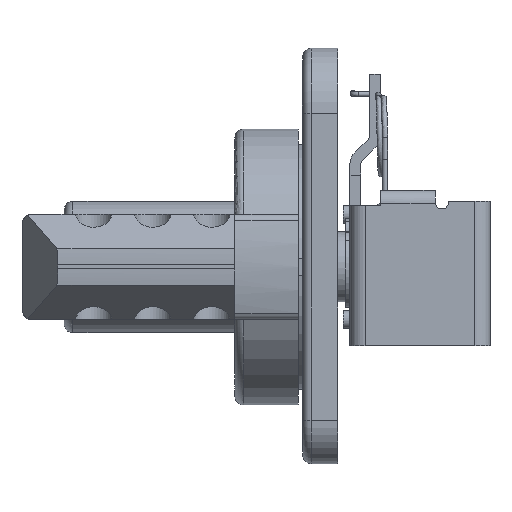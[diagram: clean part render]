
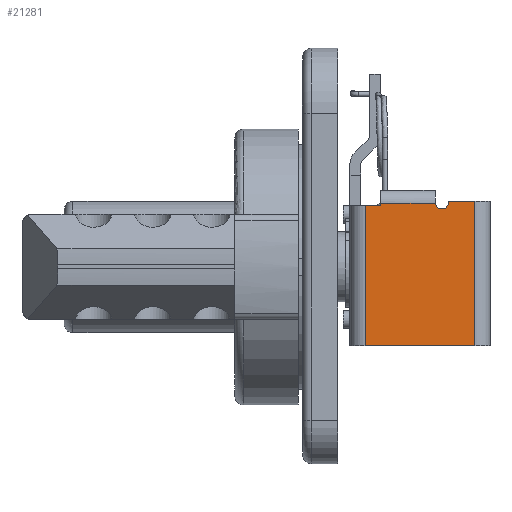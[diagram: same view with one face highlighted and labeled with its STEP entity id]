
A CAD part, left-side view. The second image highlights one B-rep face of the part: STEP entity #21281.
In plain terms, the highlighted planar face has unit normal (-1, 0, 0).
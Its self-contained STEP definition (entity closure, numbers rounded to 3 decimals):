
#21088=CARTESIAN_POINT('',(12.,-45.801,26.5));
#21089=VERTEX_POINT('',#21088);
#21097=CARTESIAN_POINT('',(12.,-48.78,26.75));
#21098=VERTEX_POINT('',#21097);
#21099=CARTESIAN_POINT('',(12.,-47.28,26.75));
#21100=DIRECTION('',(-1.0,0.,0.));
#21101=DIRECTION('',(0.,0.707,-0.707));
#21102=AXIS2_PLACEMENT_3D('',#21099,#21100,#21101);
#21103=CIRCLE('',#21102,1.5);
#21104=EDGE_CURVE('',#21098,#21089,#21103,.F.);
#21121=CARTESIAN_POINT('',(12.,-48.78,27.));
#21122=VERTEX_POINT('',#21121);
#21123=CARTESIAN_POINT('',(12.,-48.78,27.));
#21124=DIRECTION('',(0.0,0.0,-1.0));
#21125=VECTOR('',#21124,0.25);
#21126=LINE('',#21123,#21125);
#21127=EDGE_CURVE('',#21122,#21098,#21126,.T.);
#21218=CARTESIAN_POINT('',(12.,-42.28,11.75));
#21219=DIRECTION('',(1.0,0.0,0.0));
#21220=DIRECTION('',(0.0,1.0,0.0));
#21221=AXIS2_PLACEMENT_3D('',#21218,#21219,#21220);
#21222=PLANE('',#21221);
#21223=ORIENTED_EDGE('',*,*,#21127,.T.);
#21224=ORIENTED_EDGE('',*,*,#21104,.T.);
#21225=CARTESIAN_POINT('',(12.,-33.28,26.5));
#21226=VERTEX_POINT('',#21225);
#21227=CARTESIAN_POINT('',(12.,-45.801,26.5));
#21228=DIRECTION('',(0.0,1.0,0.0));
#21229=VECTOR('',#21228,12.521);
#21230=LINE('',#21227,#21229);
#21231=EDGE_CURVE('',#21089,#21226,#21230,.T.);
#21232=ORIENTED_EDGE('',*,*,#21231,.T.);
#21233=CARTESIAN_POINT('',(12.,-33.28,26.));
#21234=VERTEX_POINT('',#21233);
#21235=CARTESIAN_POINT('',(12.,-33.28,26.5));
#21236=DIRECTION('',(0.0,0.0,-1.0));
#21237=VECTOR('',#21236,0.5);
#21238=LINE('',#21235,#21237);
#21239=EDGE_CURVE('',#21226,#21234,#21238,.T.);
#21240=ORIENTED_EDGE('',*,*,#21239,.T.);
#21241=CARTESIAN_POINT('',(12.,-29.78,26.));
#21242=VERTEX_POINT('',#21241);
#21243=CARTESIAN_POINT('',(12.,-33.28,26.));
#21244=DIRECTION('',(0.0,1.0,0.0));
#21245=VECTOR('',#21244,3.5);
#21246=LINE('',#21243,#21245);
#21247=EDGE_CURVE('',#21234,#21242,#21246,.T.);
#21248=ORIENTED_EDGE('',*,*,#21247,.T.);
#21249=CARTESIAN_POINT('',(12.,-29.78,-6.));
#21250=VERTEX_POINT('',#21249);
#21251=CARTESIAN_POINT('',(12.,-29.78,26.));
#21252=DIRECTION('',(0.0,0.0,-1.0));
#21253=VECTOR('',#21252,32.);
#21254=LINE('',#21251,#21253);
#21255=EDGE_CURVE('',#21242,#21250,#21254,.T.);
#21256=ORIENTED_EDGE('',*,*,#21255,.T.);
#21257=CARTESIAN_POINT('',(12.,-54.78,-6.));
#21258=VERTEX_POINT('',#21257);
#21259=CARTESIAN_POINT('',(12.,-29.78,-6.));
#21260=DIRECTION('',(0.0,-1.0,0.0));
#21261=VECTOR('',#21260,25.0);
#21262=LINE('',#21259,#21261);
#21263=EDGE_CURVE('',#21250,#21258,#21262,.T.);
#21264=ORIENTED_EDGE('',*,*,#21263,.T.);
#21265=CARTESIAN_POINT('',(12.,-54.78,27.));
#21266=VERTEX_POINT('',#21265);
#21267=CARTESIAN_POINT('',(12.,-54.78,-6.));
#21268=DIRECTION('',(0.0,0.0,1.0));
#21269=VECTOR('',#21268,33.);
#21270=LINE('',#21267,#21269);
#21271=EDGE_CURVE('',#21258,#21266,#21270,.T.);
#21272=ORIENTED_EDGE('',*,*,#21271,.T.);
#21273=CARTESIAN_POINT('',(12.,-54.78,27.));
#21274=DIRECTION('',(0.0,1.0,0.0));
#21275=VECTOR('',#21274,6.0);
#21276=LINE('',#21273,#21275);
#21277=EDGE_CURVE('',#21266,#21122,#21276,.T.);
#21278=ORIENTED_EDGE('',*,*,#21277,.T.);
#21279=EDGE_LOOP('',(#21223,#21224,#21232,#21240,#21248,#21256,#21264,#21272,#21278));
#21280=FACE_OUTER_BOUND('',#21279,.T.);
#21281=ADVANCED_FACE('',(#21280),#21222,.F.);
